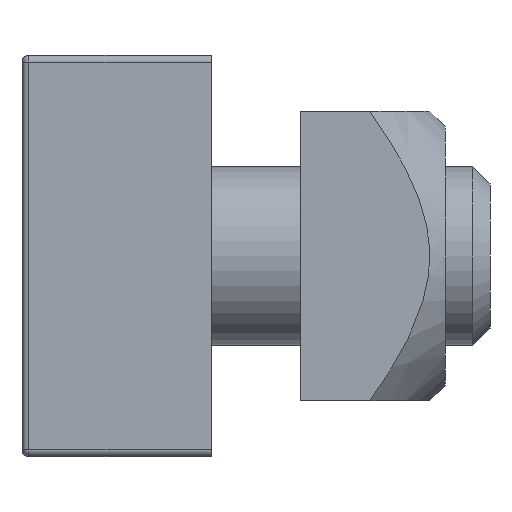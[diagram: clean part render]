
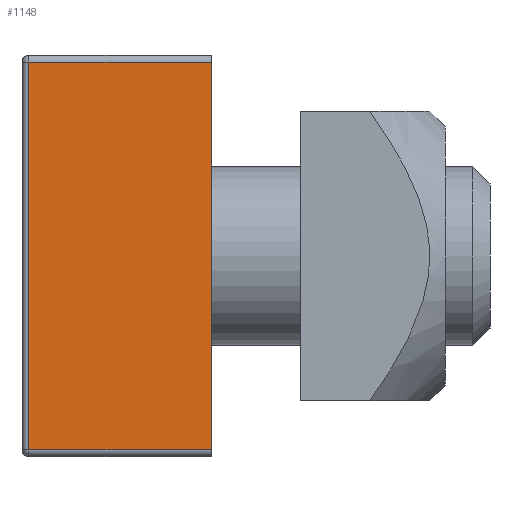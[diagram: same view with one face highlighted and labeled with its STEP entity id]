
A CAD part, front view. The second image highlights one B-rep face of the part: STEP entity #1148.
In plain terms, the highlighted planar face has unit normal (0, -1, 0).
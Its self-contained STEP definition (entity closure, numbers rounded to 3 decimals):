
#75=PLANE($,#1269);
#143=FACE_OUTER_BOUND($,#218,.T.);
#218=EDGE_LOOP($,(#918,#919,#920,#921));
#291=LINE($,#1792,#373);
#294=LINE($,#1804,#376);
#303=LINE($,#1841,#385);
#311=LINE($,#1855,#393);
#373=VECTOR($,#1439,8.2);
#376=VECTOR($,#1454,17.4);
#385=VECTOR($,#1499,8.2);
#393=VECTOR($,#1513,17.4);
#506=VERTEX_POINT($,#1781);
#509=VERTEX_POINT($,#1788);
#511=VERTEX_POINT($,#1797);
#523=VERTEX_POINT($,#1839);
#626=EDGE_CURVE($,#506,#509,#291,.T.);
#632=EDGE_CURVE($,#511,#506,#294,.T.);
#651=EDGE_CURVE($,#523,#511,#303,.T.);
#660=EDGE_CURVE($,#523,#509,#311,.T.);
#918=ORIENTED_EDGE($,*,*,#651,.F.);
#919=ORIENTED_EDGE($,*,*,#660,.T.);
#920=ORIENTED_EDGE($,*,*,#626,.F.);
#921=ORIENTED_EDGE($,*,*,#632,.F.);
#1148=ADVANCED_FACE($,(#143),#75,.F.);
#1269=AXIS2_PLACEMENT_3D($,#1878,#1547,#1548);
#1439=DIRECTION($,(1.,0.,0.));
#1454=DIRECTION($,(0.,0.,1.));
#1499=DIRECTION($,(-1.,0.,0.));
#1513=DIRECTION($,(0.,0.,1.));
#1547=DIRECTION('center_axis',(0.,1.,0.));
#1548=DIRECTION('ref_axis',(0.,0.,-1.));
#1781=CARTESIAN_POINT('',(-8.2,0.,8.7));
#1788=CARTESIAN_POINT('',(0.,0.,8.7));
#1792=CARTESIAN_POINT($,(-1.542,0.,8.7));
#1797=CARTESIAN_POINT('',(-8.2,0.,-8.7));
#1804=CARTESIAN_POINT($,(-8.2,0.,4.5));
#1839=CARTESIAN_POINT('',(0.,0.,-8.7));
#1841=CARTESIAN_POINT($,(-5.792,0.,-8.7));
#1855=CARTESIAN_POINT($,(0.,0.,4.));
#1878=CARTESIAN_POINT('Origin',(-3.083,0.,0.));
